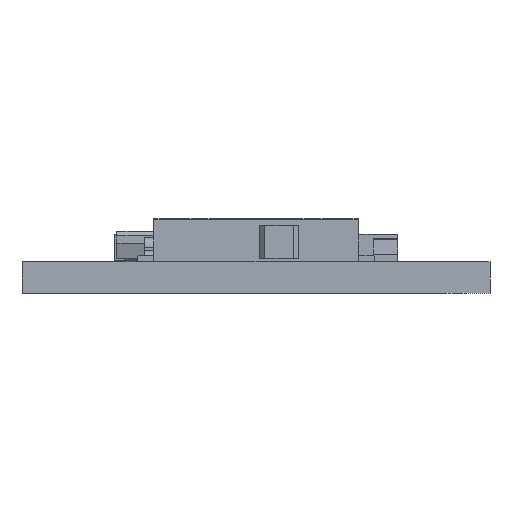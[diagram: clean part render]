
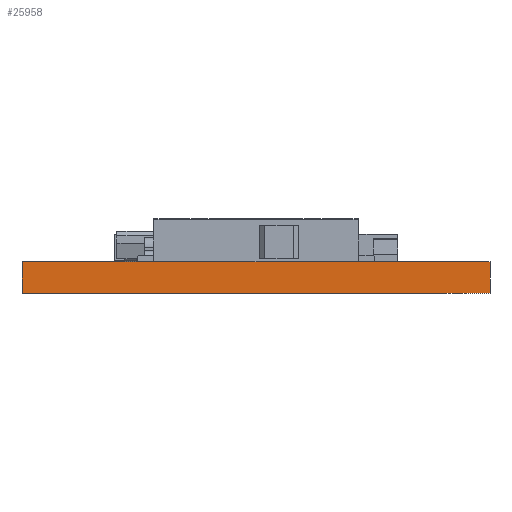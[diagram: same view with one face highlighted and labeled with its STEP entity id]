
A CAD part, front view. The second image highlights one B-rep face of the part: STEP entity #25958.
In plain terms, the highlighted planar face has unit normal (0, -1, 0).
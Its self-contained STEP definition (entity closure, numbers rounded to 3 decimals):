
#996 = ORIENTED_EDGE ( 'NONE', *, *, #33980, .T. ) ;
#5167 = LINE ( 'NONE', #41518, #17628 ) ;
#5224 = AXIS2_PLACEMENT_3D ( 'NONE', #31747, #28266, #14892 ) ;
#7986 = DIRECTION ( 'NONE',  ( 0., 0., -1. ) ) ;
#8491 = LINE ( 'NONE', #28186, #24134 ) ;
#8607 = CARTESIAN_POINT ( 'NONE',  ( 15.24, 0., 1.016 ) ) ;
#9768 = ORIENTED_EDGE ( 'NONE', *, *, #30674, .F. ) ;
#12094 = PLANE ( 'NONE',  #5224 ) ;
#14700 = ORIENTED_EDGE ( 'NONE', *, *, #28750, .T. ) ;
#14892 = DIRECTION ( 'NONE',  ( 0., 0., 1. ) ) ;
#15050 = CARTESIAN_POINT ( 'NONE',  ( 0., 0., 0. ) ) ;
#16249 = VERTEX_POINT ( 'NONE', #41591 ) ;
#16564 = CARTESIAN_POINT ( 'NONE',  ( 15.24, 0., 0. ) ) ;
#17628 = VECTOR ( 'NONE', #25162, 1000. ) ;
#18082 = FACE_OUTER_BOUND ( 'NONE', #21700, .T. ) ;
#19704 = VERTEX_POINT ( 'NONE', #16564 ) ;
#20707 = VERTEX_POINT ( 'NONE', #15050 ) ;
#21606 = CARTESIAN_POINT ( 'NONE',  ( 0., 0., 0. ) ) ;
#21700 = EDGE_LOOP ( 'NONE', ( #14700, #9768, #33356, #996 ) ) ;
#23429 = VECTOR ( 'NONE', #33727, 1000. ) ;
#24134 = VECTOR ( 'NONE', #7986, 1000. ) ;
#24394 = VERTEX_POINT ( 'NONE', #8607 ) ;
#24764 = VECTOR ( 'NONE', #34947, 1000. ) ;
#25162 = DIRECTION ( 'NONE',  ( 0., 0., -1. ) ) ;
#25958 = ADVANCED_FACE ( 'NONE', ( #18082 ), #12094, .F. ) ;
#27467 = CARTESIAN_POINT ( 'NONE',  ( 0., 0., 1.016 ) ) ;
#28186 = CARTESIAN_POINT ( 'NONE',  ( 0., 0., 1.016 ) ) ;
#28266 = DIRECTION ( 'NONE',  ( 0., 1., 0. ) ) ;
#28750 = EDGE_CURVE ( 'NONE', #20707, #19704, #39227, .T. ) ;
#29665 = LINE ( 'NONE', #27467, #23429 ) ;
#30674 = EDGE_CURVE ( 'NONE', #24394, #19704, #5167, .T. ) ;
#31458 = EDGE_CURVE ( 'NONE', #16249, #24394, #29665, .T. ) ;
#31747 = CARTESIAN_POINT ( 'NONE',  ( 0., 0., 1.016 ) ) ;
#33356 = ORIENTED_EDGE ( 'NONE', *, *, #31458, .F. ) ;
#33727 = DIRECTION ( 'NONE',  ( 1., 0., 0. ) ) ;
#33980 = EDGE_CURVE ( 'NONE', #16249, #20707, #8491, .T. ) ;
#34947 = DIRECTION ( 'NONE',  ( 1., 0., 0. ) ) ;
#39227 = LINE ( 'NONE', #21606, #24764 ) ;
#41518 = CARTESIAN_POINT ( 'NONE',  ( 15.24, 0., 1.016 ) ) ;
#41591 = CARTESIAN_POINT ( 'NONE',  ( 0., 0., 1.016 ) ) ;
